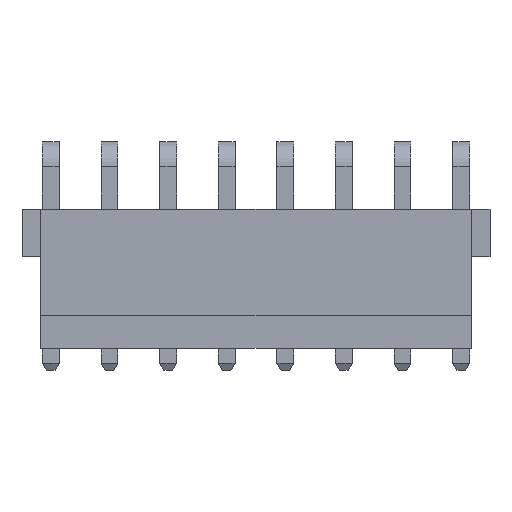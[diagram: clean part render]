
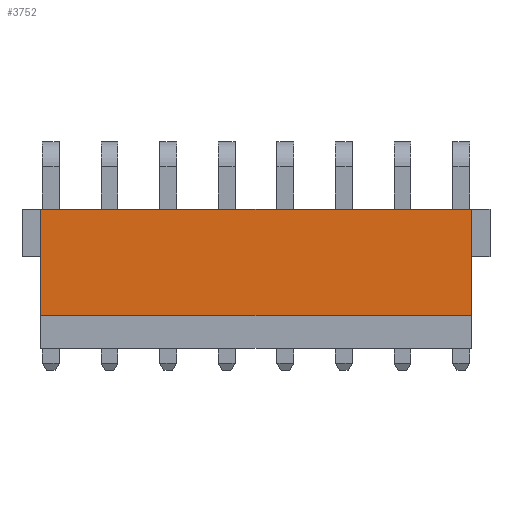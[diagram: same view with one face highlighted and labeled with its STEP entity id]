
A CAD part, top view. The second image highlights one B-rep face of the part: STEP entity #3752.
In plain terms, the highlighted planar face has unit normal (0, 0, 1).
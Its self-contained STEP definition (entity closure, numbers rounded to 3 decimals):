
#3064=CARTESIAN_POINT('',(-14.56,-11.2,8.0));
#3065=VERTEX_POINT('',#3064);
#3072=CARTESIAN_POINT('',(-14.56,-4.0,8.0));
#3073=VERTEX_POINT('',#3072);
#3074=CARTESIAN_POINT('',(-14.56,-7.6,8.0));
#3075=DIRECTION('',(0.,-1.0,-0.0));
#3076=VECTOR('',#3075,1.0);
#3077=LINE('',#3074,#3076);
#3078=EDGE_CURVE('n� 566',#3073,#3065,#3077,.T.);
#3094=CARTESIAN_POINT('',(14.56,-11.2,8.0));
#3095=VERTEX_POINT('',#3094);
#3102=CARTESIAN_POINT('',(0.0,-11.2,8.0));
#3103=DIRECTION('',(1.0,0.0,-0.0));
#3104=VECTOR('',#3103,1.0);
#3105=LINE('',#3102,#3104);
#3106=EDGE_CURVE('n� 565',#3065,#3095,#3105,.T.);
#3118=CARTESIAN_POINT('',(14.56,-4.0,8.0));
#3119=VERTEX_POINT('',#3118);
#3120=CARTESIAN_POINT('',(14.56,-7.6,8.0));
#3121=DIRECTION('',(0.,1.0,0.0));
#3122=VECTOR('',#3121,1.0);
#3123=LINE('',#3120,#3122);
#3124=EDGE_CURVE('n� 564',#3095,#3119,#3123,.T.);
#3736=ORIENTED_EDGE('',*,*,#3124,.T.);
#3737=CARTESIAN_POINT('',(0.0,-4.0,8.0));
#3738=DIRECTION('',(1.0,0.0,0.0));
#3739=VECTOR('',#3738,1.0);
#3740=LINE('',#3737,#3739);
#3741=EDGE_CURVE('n� 22',#3073,#3119,#3740,.T.);
#3742=ORIENTED_EDGE('',*,*,#3741,.F.);
#3743=ORIENTED_EDGE('',*,*,#3078,.T.);
#3744=ORIENTED_EDGE('',*,*,#3106,.T.);
#3745=EDGE_LOOP('',(#3736,#3742,#3743,#3744));
#3746=FACE_OUTER_BOUND('',#3745,.T.);
#3747=CARTESIAN_POINT('',(-14.56,-4.0,8.0));
#3748=DIRECTION('',(0.0,-0.0,1.0));
#3749=DIRECTION('',(0.0,-1.0,-0.0));
#3750=AXIS2_PLACEMENT_3D('',#3747,#3748,#3749);
#3751=PLANE('',#3750);
#3752=ADVANCED_FACE('n� 560',(#3746),#3751,.T.);
